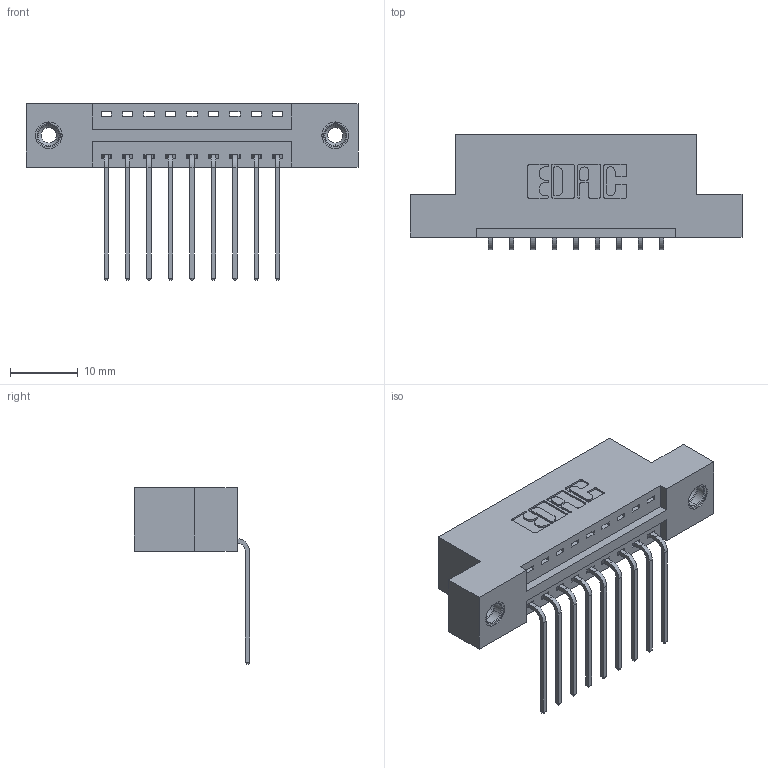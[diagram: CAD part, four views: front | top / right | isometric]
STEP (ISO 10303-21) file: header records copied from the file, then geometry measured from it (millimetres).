
FILE_DESCRIPTION (( 'STEP AP203' ), '1' );
FILE_NAME ('346-009-559-108.STEP', '2022-05-04T23:00:52', ( '' ), ( '' ), 'SwSTEP 2.0', 'SolidWorks 2020', '' );
FILE_SCHEMA (( 'CONFIG_CONTROL_DESIGN' ));
Length unit declared in the file: inch
Products named in the file (4): 345-292-001_558 559 Tail - 1; 345-250-001_345-250-003-102; 346 Part_Flush Mounting Lugs - 0.156 Dia-TI; 346-009-559-108
Assembly tree (12 placements, depth 2):
  346-009-559-108
    346 Part_Flush Mounting Lugs - 0.156 Dia-TI
    345-292-001_558 559 Tail - 1  x9
    345-250-001_345-250-003-102  x2
Bounding box: 49.15 x 17.08 x 26.16 mm (x, y, z)
Volume: 4500.8 mm3; surface area: 5469.9 mm2
Topology: 12 solids, 12 shells, 722 faces, 2103 edges, 1382 vertices
Faces by surface type: plane 486, cylinder 220, cone 12, torus 4
Entity records: 11298 total; most frequent: CARTESIAN_POINT 1930, ORIENTED_EDGE 1866, DIRECTION 1769, EDGE_CURVE 933, LINE 745, VECTOR 745, VERTEX_POINT 616, AXIS2_PLACEMENT_3D 512
